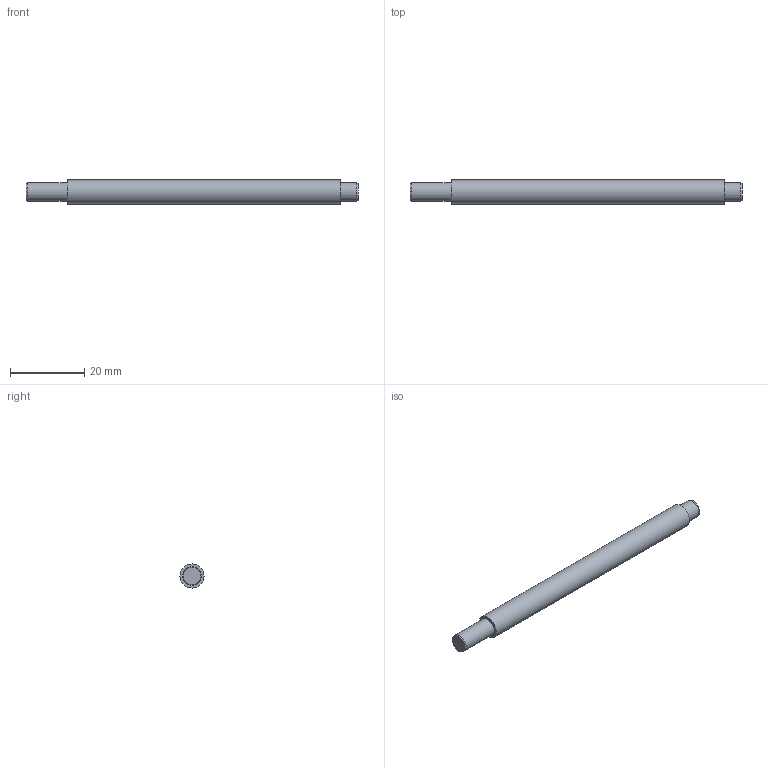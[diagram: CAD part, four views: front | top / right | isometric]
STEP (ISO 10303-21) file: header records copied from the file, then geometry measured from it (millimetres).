
FILE_DESCRIPTION(/* description */ (''),/* implementation_level */ '2;1');
FILE_NAME(/* name */ '24_Dribblingwelle.ipt.step',/* time_stamp */ '2020-01-21T16:40:53+01:00',/* author */ ('rYan'),/* organization */ (''),/* preprocessor_version */ 'ST-DEVELOPER v17.2',/* originating_system */ 'Autodesk Inventor 2019',/* authorisation */ '');
FILE_SCHEMA (('AUTOMOTIVE_DESIGN { 1 0 10303 214 3 1 1 }'));
Length unit declared in the file: millimetre
Products named in the file (1): Dribblingwelle
Bounding box: 89.6 x 6.5 x 6.5 mm (x, y, z)
Volume: 2757.1 mm3; surface area: 1818 mm2
Topology: 1 solids, 1 shells, 9 faces, 19 edges, 14 vertices
Faces by surface type: plane 4, cylinder 3, cone 2
Full cylindrical faces by diameter (mm): 5 x2, 6.5 x1
Entity records: 294 total; most frequent: DIRECTION 53, CARTESIAN_POINT 43, ORIENTED_EDGE 38, AXIS2_PLACEMENT_3D 24, EDGE_CURVE 19, CIRCLE 14, VERTEX_POINT 14, EDGE_LOOP 11
